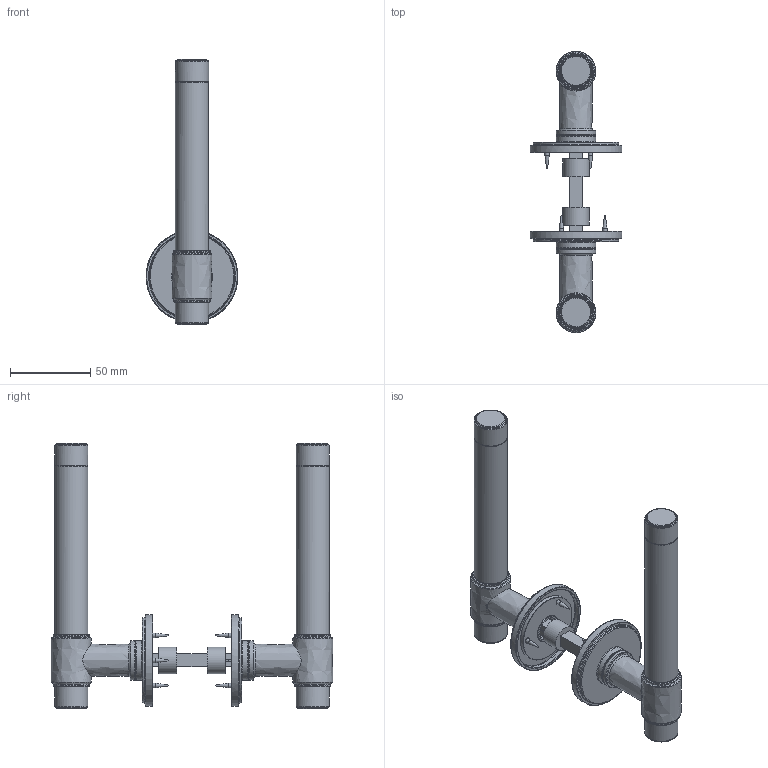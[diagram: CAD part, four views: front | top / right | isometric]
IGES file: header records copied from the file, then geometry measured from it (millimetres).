
Global section: file name: PK6984R57; native system: Autodesk Inventor 2024; preprocessor: unknown; author: rclarke; date: 20250417.144220; units: millimetre
Bounding box: 56.99 x 174.84 x 165 mm (x, y, z)
Volume: 140569.5 mm3; surface area: 95118.2 mm2
Topology: 33 solids, 33 shells, 538 faces, 1440 edges, 1002 vertices
Faces by surface type: bspline 538
